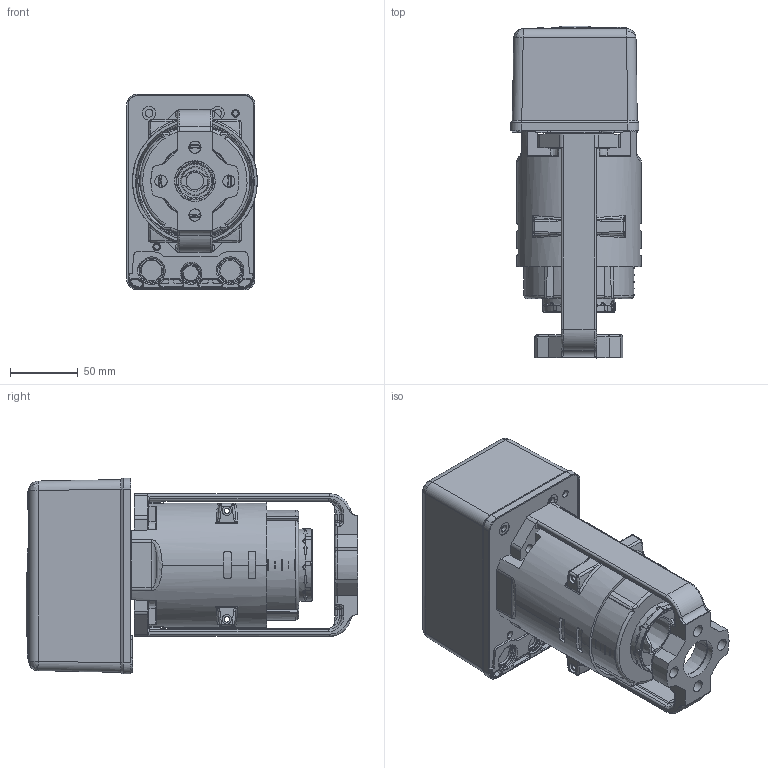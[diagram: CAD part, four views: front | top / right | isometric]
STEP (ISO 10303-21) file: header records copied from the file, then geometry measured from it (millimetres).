
FILE_DESCRIPTION (( 'STEP AP214' ), '1' );
FILE_NAME ('TA-MC100FSE.STEP', '2014-10-30T09:24:39', ( 'cwilling' ), ( '' ), 'SwSTEP 2.0', 'SolidWorks 2011', '' );
FILE_SCHEMA (( 'AUTOMOTIVE_DESIGN' ));
Length unit declared in the file: millimetre
Products named in the file (10): 11625102; 11625107; 11625115; 11600004; 11625301; 11600092; 11625073; countersunk raised head cross recess screw_din_ISO 7047 - M4 x 20 - Z --- 20N; Schieber; TA-MC100FSE
Assembly tree (10 placements, depth 2):
  TA-MC100FSE
    11625107
    11625102
    11600092
    countersunk raised head cross recess screw_din_ISO 7047 - M4 x 20 - Z --- 20N  x2
    11625073
    11625301
    Schieber
    11625115
    11600004
Bounding box: 96.27 x 244.7 x 144.47 mm (x, y, z)
Volume: 362311.6 mm3; surface area: 309555.5 mm2
Topology: 8 solids, 10 shells, 3322 faces, 9174 edges, 5934 vertices
Faces by surface type: plane 2099, bspline 528, cylinder 490, cone 193, torus 8, sphere 4
Entity records: 151593 total; most frequent: CARTESIAN_POINT 73935, ORIENTED_EDGE 18048, DIRECTION 12653, EDGE_CURVE 9028, VERTEX_POINT 5882, LINE 5567, VECTOR 5567, AXIS2_PLACEMENT_3D 3543
